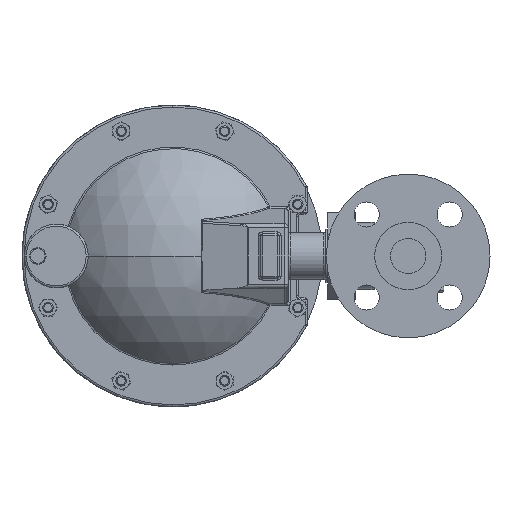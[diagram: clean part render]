
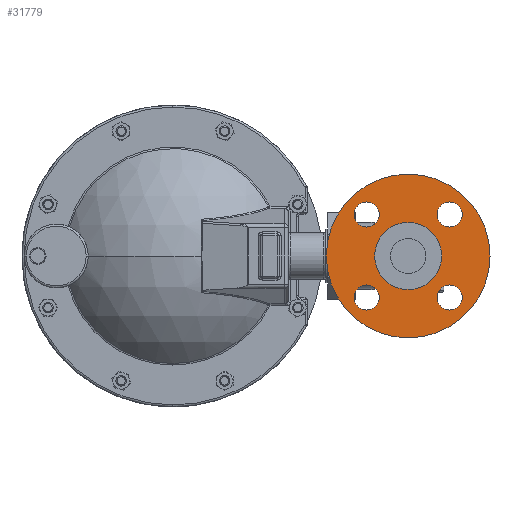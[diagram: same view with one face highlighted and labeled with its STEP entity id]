
A CAD part, left-side view. The second image highlights one B-rep face of the part: STEP entity #31779.
In plain terms, the highlighted planar face has unit normal (-1, 0, 0).
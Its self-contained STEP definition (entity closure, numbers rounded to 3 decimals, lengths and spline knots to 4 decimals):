
#1099 = CARTESIAN_POINT ( 'NONE',  ( -2.6583, 2.2502, 2.7214 ) ) ;
#1250 = CARTESIAN_POINT ( 'NONE',  ( -2.6583, 3.4876, 3.9588 ) ) ;
#1627 = VERTEX_POINT ( 'NONE', #11276 ) ;
#2550 = FACE_BOUND ( 'NONE', #10323, .T. ) ;
#2658 = DIRECTION ( 'NONE',  ( -1., 0., 0. ) ) ;
#3110 = DIRECTION ( 'NONE',  ( -1., 0., 0. ) ) ;
#5388 = EDGE_CURVE ( 'NONE', #1627, #52848, #45929, .T. ) ;
#5424 = CIRCLE ( 'NONE', #12651, 0.375 ) ;
#5648 = DIRECTION ( 'NONE',  ( 0., 0., 1. ) ) ;
#5781 = DIRECTION ( 'NONE',  ( 0., 0., 1. ) ) ;
#6811 = CIRCLE ( 'NONE', #10930, 1. ) ;
#7266 = CARTESIAN_POINT ( 'NONE',  ( -2.6583, 2.2502, 2.7214 ) ) ;
#8290 = ORIENTED_EDGE ( 'NONE', *, *, #5388, .F. ) ;
#8309 = CARTESIAN_POINT ( 'NONE',  ( -2.6583, 3.4876, 4.3338 ) ) ;
#8828 = EDGE_LOOP ( 'NONE', ( #23759, #54460 ) ) ;
#8904 = AXIS2_PLACEMENT_3D ( 'NONE', #12610, #44517, #17201 ) ;
#8981 = ORIENTED_EDGE ( 'NONE', *, *, #37826, .F. ) ;
#9114 = CIRCLE ( 'NONE', #49436, 0.375 ) ;
#9293 = EDGE_CURVE ( 'NONE', #50592, #37389, #41429, .T. ) ;
#10323 = EDGE_LOOP ( 'NONE', ( #8981, #53213 ) ) ;
#10374 = EDGE_CURVE ( 'NONE', #52595, #14255, #53534, .T. ) ;
#10550 = DIRECTION ( 'NONE',  ( -1., 0., 0. ) ) ;
#10930 = AXIS2_PLACEMENT_3D ( 'NONE', #19558, #51435, #24163 ) ;
#11276 = CARTESIAN_POINT ( 'NONE',  ( -2.6583, 1.0128, 3.5838 ) ) ;
#11416 = CARTESIAN_POINT ( 'NONE',  ( -2.6583, 3.4876, 1.1089 ) ) ;
#11447 = DIRECTION ( 'NONE',  ( 1., 0., 0. ) ) ;
#11868 = DIRECTION ( 'NONE',  ( 0., 0., 1. ) ) ;
#12610 = CARTESIAN_POINT ( 'NONE',  ( -2.6583, 1.0128, 3.9588 ) ) ;
#12651 = AXIS2_PLACEMENT_3D ( 'NONE', #30430, #3110, #34984 ) ;
#12974 = CIRCLE ( 'NONE', #8904, 0.375 ) ;
#13244 = FACE_OUTER_BOUND ( 'NONE', #29482, .T. ) ;
#14097 = AXIS2_PLACEMENT_3D ( 'NONE', #1099, #32943, #5648 ) ;
#14255 = VERTEX_POINT ( 'NONE', #8309 ) ;
#14374 = CARTESIAN_POINT ( 'NONE',  ( -2.6583, 3.4876, 3.9588 ) ) ;
#14731 = CARTESIAN_POINT ( 'NONE',  ( -2.6583, 2.2502, 3.7214 ) ) ;
#14941 = DIRECTION ( 'NONE',  ( -1., 0., 0. ) ) ;
#15734 = AXIS2_PLACEMENT_3D ( 'NONE', #14374, #46300, #19006 ) ;
#16784 = AXIS2_PLACEMENT_3D ( 'NONE', #42227, #14941, #46847 ) ;
#16971 = CARTESIAN_POINT ( 'NONE',  ( -2.6583, 1.0128, 1.8589 ) ) ;
#17201 = DIRECTION ( 'NONE',  ( 0., -1., 0. ) ) ;
#17589 = ORIENTED_EDGE ( 'NONE', *, *, #40629, .F. ) ;
#18291 = CARTESIAN_POINT ( 'NONE',  ( -2.6583, 1.0128, 4.3338 ) ) ;
#18942 = EDGE_CURVE ( 'NONE', #22510, #24460, #47334, .T. ) ;
#18966 = DIRECTION ( 'NONE',  ( -1., 0., 0. ) ) ;
#19006 = DIRECTION ( 'NONE',  ( 0., 0., 1. ) ) ;
#19558 = CARTESIAN_POINT ( 'NONE',  ( -2.6583, 2.2502, 2.7214 ) ) ;
#20459 = CARTESIAN_POINT ( 'NONE',  ( -2.6583, 4.6902, 2.7214 ) ) ;
#22050 = DIRECTION ( 'NONE',  ( 0., -1., 0. ) ) ;
#22510 = VERTEX_POINT ( 'NONE', #49113 ) ;
#22823 = DIRECTION ( 'NONE',  ( -1., 0., 0. ) ) ;
#23759 = ORIENTED_EDGE ( 'NONE', *, *, #33330, .F. ) ;
#23901 = CIRCLE ( 'NONE', #15734, 0.375 ) ;
#24163 = DIRECTION ( 'NONE',  ( 0., 0., 1. ) ) ;
#24460 = VERTEX_POINT ( 'NONE', #14731 ) ;
#25241 = VERTEX_POINT ( 'NONE', #11416 ) ;
#25288 = EDGE_CURVE ( 'NONE', #25241, #27369, #44244, .T. ) ;
#25389 = FACE_BOUND ( 'NONE', #43854, .T. ) ;
#25862 = CARTESIAN_POINT ( 'NONE',  ( -2.6583, 3.4876, 3.5838 ) ) ;
#25993 = ORIENTED_EDGE ( 'NONE', *, *, #31629, .F. ) ;
#26447 = CIRCLE ( 'NONE', #37667, 2.44 ) ;
#26810 = FACE_BOUND ( 'NONE', #8828, .T. ) ;
#27369 = VERTEX_POINT ( 'NONE', #39047 ) ;
#28452 = EDGE_CURVE ( 'NONE', #44185, #56453, #9114, .T. ) ;
#29336 = CARTESIAN_POINT ( 'NONE',  ( -2.6583, 1.0128, 3.9588 ) ) ;
#29482 = EDGE_LOOP ( 'NONE', ( #50177, #53961 ) ) ;
#29948 = CARTESIAN_POINT ( 'NONE',  ( -2.6583, 3.4876, 1.4839 ) ) ;
#30430 = CARTESIAN_POINT ( 'NONE',  ( -2.6583, 1.0128, 1.4839 ) ) ;
#30796 = CARTESIAN_POINT ( 'NONE',  ( -2.6583, 2.2502, 5.1614 ) ) ;
#31629 = EDGE_CURVE ( 'NONE', #24460, #22510, #6811, .T. ) ;
#31779 = ADVANCED_FACE ( 'NONE', ( #26810, #37490, #49623, #2550, #25389, #13244 ), #34172, .F. ) ;
#32943 = DIRECTION ( 'NONE',  ( -1., 0., 0. ) ) ;
#33094 = DIRECTION ( 'NONE',  ( -1., 0., 0. ) ) ;
#33330 = EDGE_CURVE ( 'NONE', #27369, #25241, #39543, .T. ) ;
#33739 = ORIENTED_EDGE ( 'NONE', *, *, #18942, .F. ) ;
#34172 = PLANE ( 'NONE',  #38449 ) ;
#34516 = DIRECTION ( 'NONE',  ( 0., 1., 0. ) ) ;
#34984 = DIRECTION ( 'NONE',  ( 0., 0., -1. ) ) ;
#37389 = VERTEX_POINT ( 'NONE', #30796 ) ;
#37490 = FACE_BOUND ( 'NONE', #45985, .T. ) ;
#37667 = AXIS2_PLACEMENT_3D ( 'NONE', #7266, #39175, #11868 ) ;
#37826 = EDGE_CURVE ( 'NONE', #14255, #52595, #23901, .T. ) ;
#37831 = CARTESIAN_POINT ( 'NONE',  ( -2.6583, 2.2502, 2.7214 ) ) ;
#38449 = AXIS2_PLACEMENT_3D ( 'NONE', #20459, #11447, #43377 ) ;
#38809 = EDGE_LOOP ( 'NONE', ( #17589, #8290 ) ) ;
#39047 = CARTESIAN_POINT ( 'NONE',  ( -2.6583, 3.4876, 1.8589 ) ) ;
#39175 = DIRECTION ( 'NONE',  ( -1., 0., 0. ) ) ;
#39543 = CIRCLE ( 'NONE', #16784, 0.375 ) ;
#40629 = EDGE_CURVE ( 'NONE', #52848, #1627, #12974, .T. ) ;
#41292 = AXIS2_PLACEMENT_3D ( 'NONE', #37831, #10550, #42441 ) ;
#41429 = CIRCLE ( 'NONE', #41292, 2.44 ) ;
#42227 = CARTESIAN_POINT ( 'NONE',  ( -2.6583, 3.4876, 1.4839 ) ) ;
#42309 = CARTESIAN_POINT ( 'NONE',  ( -2.6583, 2.2502, 0.2814 ) ) ;
#42441 = DIRECTION ( 'NONE',  ( 0., 0., 1. ) ) ;
#43088 = EDGE_CURVE ( 'NONE', #37389, #50592, #26447, .T. ) ;
#43377 = DIRECTION ( 'NONE',  ( 0., 0., -1. ) ) ;
#43854 = EDGE_LOOP ( 'NONE', ( #25993, #33739 ) ) ;
#44185 = VERTEX_POINT ( 'NONE', #16971 ) ;
#44244 = CIRCLE ( 'NONE', #48217, 0.375 ) ;
#44517 = DIRECTION ( 'NONE',  ( -1., 0., 0. ) ) ;
#45929 = CIRCLE ( 'NONE', #49444, 0.375 ) ;
#45985 = EDGE_LOOP ( 'NONE', ( #55176, #54716 ) ) ;
#46269 = CARTESIAN_POINT ( 'NONE',  ( -2.6583, 1.0128, 1.4839 ) ) ;
#46300 = DIRECTION ( 'NONE',  ( -1., 0., 0. ) ) ;
#46847 = DIRECTION ( 'NONE',  ( 0., 1., 0. ) ) ;
#47334 = CIRCLE ( 'NONE', #14097, 1. ) ;
#48217 = AXIS2_PLACEMENT_3D ( 'NONE', #29948, #2658, #34516 ) ;
#49113 = CARTESIAN_POINT ( 'NONE',  ( -2.6583, 2.2502, 1.7214 ) ) ;
#49436 = AXIS2_PLACEMENT_3D ( 'NONE', #46269, #18966, #50821 ) ;
#49444 = AXIS2_PLACEMENT_3D ( 'NONE', #29336, #22823, #22050 ) ;
#49623 = FACE_BOUND ( 'NONE', #38809, .T. ) ;
#50177 = ORIENTED_EDGE ( 'NONE', *, *, #43088, .T. ) ;
#50592 = VERTEX_POINT ( 'NONE', #42309 ) ;
#50821 = DIRECTION ( 'NONE',  ( 0., 0., -1. ) ) ;
#51303 = AXIS2_PLACEMENT_3D ( 'NONE', #1250, #33094, #5781 ) ;
#51435 = DIRECTION ( 'NONE',  ( -1., 0., 0. ) ) ;
#52595 = VERTEX_POINT ( 'NONE', #25862 ) ;
#52848 = VERTEX_POINT ( 'NONE', #18291 ) ;
#53213 = ORIENTED_EDGE ( 'NONE', *, *, #10374, .F. ) ;
#53534 = CIRCLE ( 'NONE', #51303, 0.375 ) ;
#53961 = ORIENTED_EDGE ( 'NONE', *, *, #9293, .T. ) ;
#54460 = ORIENTED_EDGE ( 'NONE', *, *, #25288, .F. ) ;
#54716 = ORIENTED_EDGE ( 'NONE', *, *, #57484, .F. ) ;
#55176 = ORIENTED_EDGE ( 'NONE', *, *, #28452, .F. ) ;
#56453 = VERTEX_POINT ( 'NONE', #57758 ) ;
#57484 = EDGE_CURVE ( 'NONE', #56453, #44185, #5424, .T. ) ;
#57758 = CARTESIAN_POINT ( 'NONE',  ( -2.6583, 1.0128, 1.1089 ) ) ;
